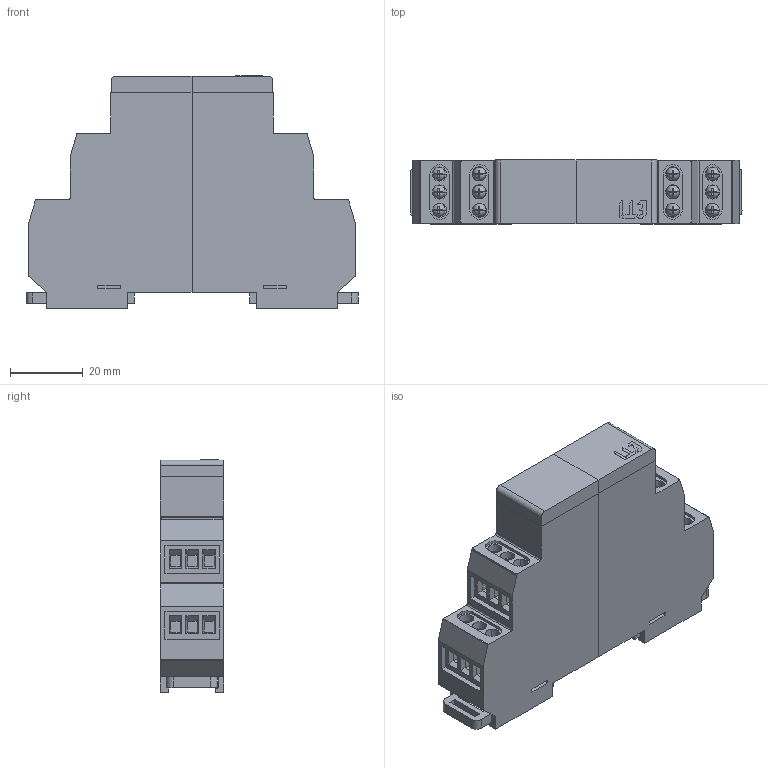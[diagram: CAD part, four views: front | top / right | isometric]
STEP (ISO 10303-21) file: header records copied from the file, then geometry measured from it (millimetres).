
FILE_DESCRIPTION((''),'2;1');
FILE_NAME('VS316ABC_ASM','2020-11-03T',('marketing.praksa'),('Audax d.o.o.'),'CREO PARAMETRIC BY PTC INC, 2017480','CREO PARAMETRIC BY PTC INC, 2017480','');
FILE_SCHEMA(('AUTOMOTIVE_DESIGN { 1 0 10303 214 1 1 1 1 }'));
Length unit declared in the file: millimetre
Products named in the file (23): OPEN_CASCADE_STEP_TRANSLATOR-93; OPEN_CASCADE_STEP_TRANSLA-36654; OPEN_CASCADE_STEP_TRANSLA-39021; OPEN_CASCADE_STEP_TRANSLA-40390; OPEN_CASCADE_STEP_TRANSLA-41759; OPEN_CASCADE_STEP_TRANSLA-43139; OPEN_CASCADE_STEP_TRANSLA-43488; OPEN_CASCADE_STEP_TRANSLA-44868; OPEN_CASCADE_STEP_TRANSLA-46248; OPEN_CASCADE_STEP_TRANSLA-47628; OPEN_CASCADE_STEP_TRANSLA-48975; OPEN_CASCADE_STEP_TRANSLA-50344; OPEN_CASCADE_STEP_TRANSLA-51724; OPEN_CASCADE_STEP_TRANSLA-52073; OPEN_CASCADE_STEP_TRANSLA-53453; OPEN_CASCADE_STEP_TRANSLA-55820; OPEN_CASCADE_STEP_TRANSLA-57178; OPEN_CASCADE_STEP_TRANSLA-58583; OPEN_CASCADE_STEP_TRANSLA-59252; OPEN_CASCADE_STEP_TRANSLA-60585; OPEN_CASCADE_STEP_TRANSLA-58565_ASM; OPEN_CASCADE_STEP_TRANSLATOR-_5_ASM; VS316ABC_ASM
Assembly tree (22 placements, depth 4):
  VS316ABC_ASM
    OPEN_CASCADE_STEP_TRANSLATOR-_5_ASM
      OPEN_CASCADE_STEP_TRANSLATOR-93
      OPEN_CASCADE_STEP_TRANSLA-36654
      OPEN_CASCADE_STEP_TRANSLA-39021
      OPEN_CASCADE_STEP_TRANSLA-40390
      OPEN_CASCADE_STEP_TRANSLA-41759
      OPEN_CASCADE_STEP_TRANSLA-43139
      OPEN_CASCADE_STEP_TRANSLA-43488
      OPEN_CASCADE_STEP_TRANSLA-44868
      OPEN_CASCADE_STEP_TRANSLA-46248
      OPEN_CASCADE_STEP_TRANSLA-47628
      OPEN_CASCADE_STEP_TRANSLA-48975
      OPEN_CASCADE_STEP_TRANSLA-50344
      OPEN_CASCADE_STEP_TRANSLA-51724
      OPEN_CASCADE_STEP_TRANSLA-52073
      OPEN_CASCADE_STEP_TRANSLA-53453
      OPEN_CASCADE_STEP_TRANSLA-55820
      OPEN_CASCADE_STEP_TRANSLA-57178
      OPEN_CASCADE_STEP_TRANSLA-58565_ASM
        OPEN_CASCADE_STEP_TRANSLA-58583
        OPEN_CASCADE_STEP_TRANSLA-59252
        OPEN_CASCADE_STEP_TRANSLA-60585
Bounding box: 91.33 x 17.5 x 64.09 mm (x, y, z)
Volume: 73436.8 mm3; surface area: 19737.9 mm2
Topology: 20 solids, 20 shells, 595 faces, 1569 edges, 1022 vertices
Faces by surface type: plane 485, cylinder 74, sphere 24, extrusion 12
Entity records: 29230 total; most frequent: CARTESIAN_POINT 4000, DIRECTION 3217, ORIENTED_EDGE 3090, PRESENTATION_STYLE_ASSIGNMENT 2172, STYLED_ITEM 2024, CURVE_STYLE 1557, EDGE_CURVE 1545, VECTOR 1131
